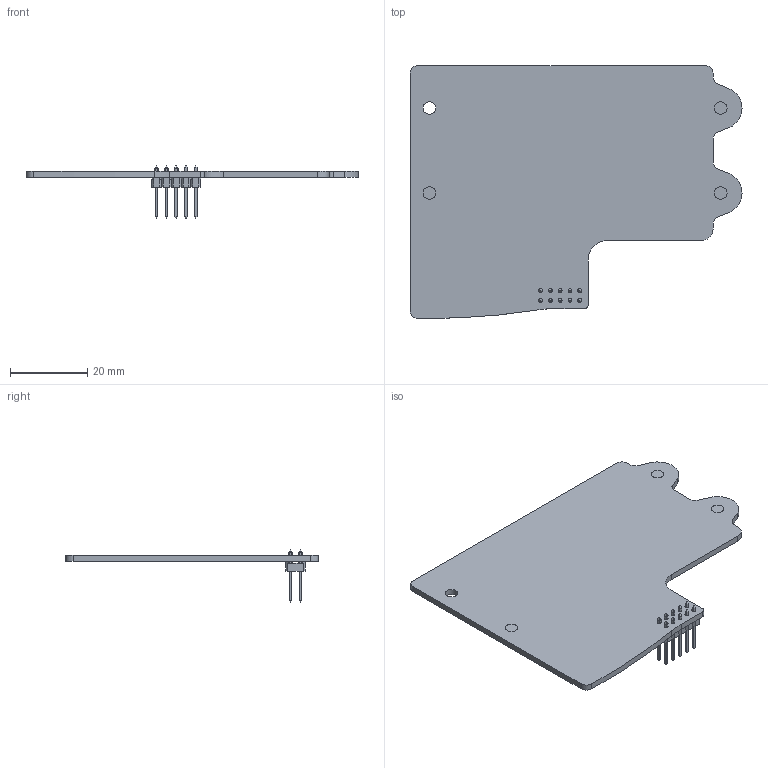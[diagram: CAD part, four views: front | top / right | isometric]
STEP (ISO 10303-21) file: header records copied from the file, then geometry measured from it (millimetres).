
FILE_DESCRIPTION(('KiCad electronic assembly'),'2;1');
FILE_NAME('Fusion Dummy Mainboard Test Fit.step','2019-04-02T09:03:50',( 'An Author'),('A Company'),'Open CASCADE STEP processor 6.8', 'KiCad to STEP converter','Unknown');
FILE_SCHEMA(('AUTOMOTIVE_DESIGN_CC2 { 1 2 10303 214 -1 1 5 4 }'));
Length unit declared in the file: millimetre
Products named in the file (4): Open CASCADE STEP translator 6.8 1; PinHeader_2x05_P2.54mm_Vertical_Sullins; COMPOUND
Assembly tree (3 placements, depth 3):
  Open CASCADE STEP translator 6.8 1
    PinHeader_2x05_P2.54mm_Vertical_Sullins
      COMPOUND
    COMPOUND
Bounding box: 86 x 65.47 x 13.61 mm (x, y, z)
Volume: 51185.6 mm3; surface area: 68772 mm2
Topology: 87 solids, 87 shells, 757 faces, 1621 edges, 1038 vertices
Faces by surface type: plane 478, cylinder 279
Full cylindrical faces by diameter (mm): 1 x150, 3.25 x31
Entity records: 44113 total; most frequent: CARTESIAN_POINT 9362, DIRECTION 6465, LINE 3831, VECTOR 3831, ORIENTED_EDGE 3242, PCURVE 3242, DEFINITIONAL_REPRESENTATION 3242, EDGE_CURVE 1621
